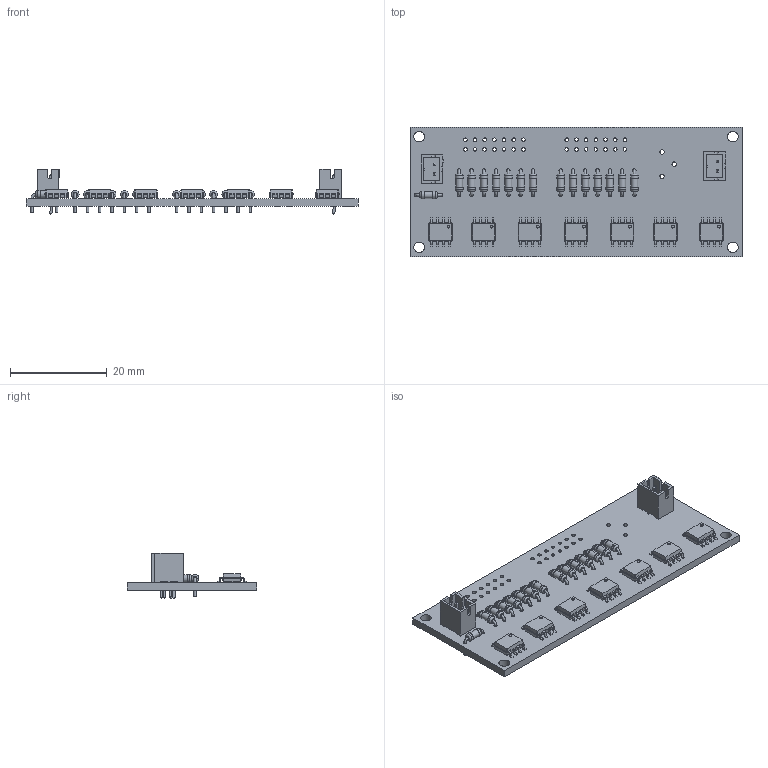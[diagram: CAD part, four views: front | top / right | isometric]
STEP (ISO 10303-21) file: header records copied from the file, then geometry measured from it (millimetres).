
FILE_DESCRIPTION(('KiCad electronic assembly'),'2;1');
FILE_NAME('TR2_shifter_3D_output_rev_3.stp','2021-01-03T15:13:51',( 'An Author'),('A Company'),'Open CASCADE STEP processor 6.9', 'KiCad to STEP converter','Unknown');
FILE_SCHEMA(('AUTOMOTIVE_DESIGN { 1 0 10303 214 1 1 1 1 }'));
Length unit declared in the file: millimetre
Products named in the file (8): Open CASCADE STEP translator 6.9 1; JST_PH_B2B-PH-K_1x02_P2.00mm_Vertical; SOLID; R_Axial_DIN0204_L3.6mm_D1.6mm_P5.08mm_Horizontal; SOIC-8_3.9x4.9mm_P1.27mm; COMPOUND
Assembly tree (28 placements, depth 3):
  Open CASCADE STEP translator 6.9 1
    JST_PH_B2B-PH-K_1x02_P2.00mm_Vertical  x2
      SOLID
    R_Axial_DIN0204_L3.6mm_D1.6mm_P5.08mm_Horizontal  x15
      SOLID
    SOIC-8_3.9x4.9mm_P1.27mm  x7
      SOLID
    COMPOUND
Bounding box: 68.58 x 26.67 x 9.4 mm (x, y, z)
Volume: 3358.3 mm3; surface area: 5754.4 mm2
Topology: 25 solids, 25 shells, 1578 faces, 3897 edges, 2442 vertices
Faces by surface type: plane 915, cylinder 379, bspline 224, torus 60
Full cylindrical faces by diameter (mm): 0.5 x30, 0.6 x7, 0.7 x30, 0.75 x32, 0.9 x3, 1.44 x15, 1.6 x30, 2.2 x4
Entity records: 26016 total; most frequent: CARTESIAN_POINT 5897, DIRECTION 3317, LINE 2159, VECTOR 2159, ORIENTED_EDGE 1802, PCURVE 1802, DEFINITIONAL_REPRESENTATION 1802, EDGE_CURVE 901
